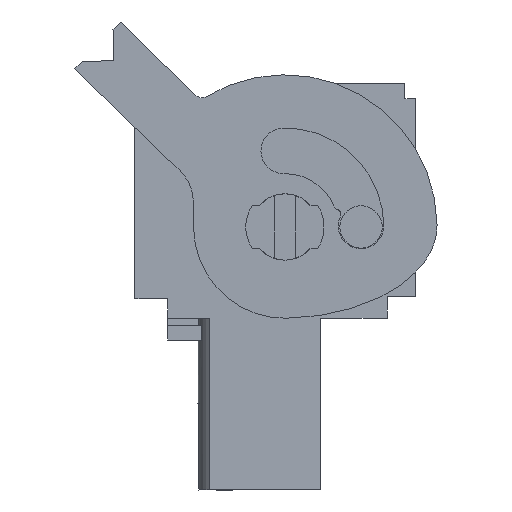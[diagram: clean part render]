
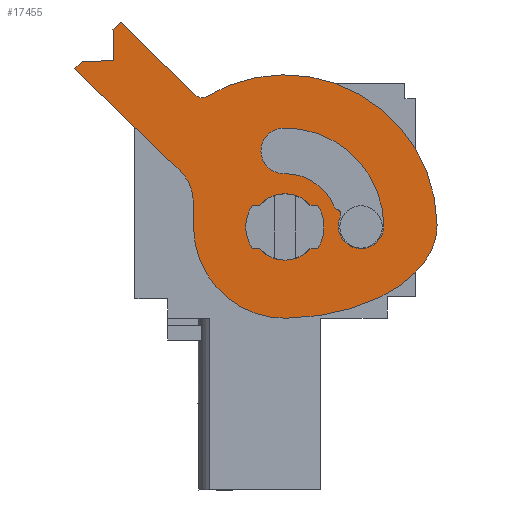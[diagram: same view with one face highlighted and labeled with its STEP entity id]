
A CAD part, left-side view. The second image highlights one B-rep face of the part: STEP entity #17455.
In plain terms, the highlighted planar face has unit normal (-1, 0, 0).
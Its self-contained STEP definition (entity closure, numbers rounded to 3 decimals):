
#16794=AXIS2_PLACEMENT_3D('Circle Axis2P3D',#16792,#16793,$) ;
#16997=AXIS2_PLACEMENT_3D('Circle Axis2P3D',#16995,#16996,$) ;
#17028=AXIS2_PLACEMENT_3D('Circle Axis2P3D',#17026,#17027,$) ;
#17181=AXIS2_PLACEMENT_3D('Circle Axis2P3D',#17179,#17180,$) ;
#17212=AXIS2_PLACEMENT_3D('Circle Axis2P3D',#17210,#17211,$) ;
#17236=AXIS2_PLACEMENT_3D('Circle Axis2P3D',#17234,#17235,$) ;
#17260=AXIS2_PLACEMENT_3D('Circle Axis2P3D',#17258,#17259,$) ;
#17284=AXIS2_PLACEMENT_3D('Circle Axis2P3D',#17282,#17283,$) ;
#17301=AXIS2_PLACEMENT_3D('Circle Axis2P3D',#17299,#17300,$) ;
#17318=AXIS2_PLACEMENT_3D('Circle Axis2P3D',#17316,#17317,$) ;
#17366=AXIS2_PLACEMENT_3D('Circle Axis2P3D',#17364,#17365,$) ;
#17422=AXIS2_PLACEMENT_3D('Plane Axis2P3D',#17419,#17420,#17421) ;
#17440=AXIS2_PLACEMENT_3D('Circle Axis2P3D',#17438,#17439,$) ;
#16789=CARTESIAN_POINT('Vertex',(0.5,6.999,13.625)) ;
#16792=CARTESIAN_POINT('Axis2P3D Location',(0.5,6.999,12.1)) ;
#16796=CARTESIAN_POINT('Vertex',(0.5,6.999,10.575)) ;
#16992=CARTESIAN_POINT('Vertex',(0.5,10.607,18.099)) ;
#16995=CARTESIAN_POINT('Axis2P3D Location',(0.5,6.999,12.1)) ;
#16999=CARTESIAN_POINT('Vertex',(0.5,0.,12.21)) ;
#17023=CARTESIAN_POINT('Vertex',(0.5,6.933,7.901)) ;
#17026=CARTESIAN_POINT('Axis2P3D Location',(0.5,6.999,12.1)) ;
#17030=CARTESIAN_POINT('Vertex',(0.5,11.198,12.034)) ;
#17054=CARTESIAN_POINT('Vertex',(0.5,16.66,19.374)) ;
#17057=CARTESIAN_POINT('Line Origine',(0.5,16.492,19.547)) ;
#17061=CARTESIAN_POINT('Vertex',(0.5,16.324,19.72)) ;
#17081=CARTESIAN_POINT('Line Origine',(0.5,15.605,19.732)) ;
#17085=CARTESIAN_POINT('Vertex',(0.5,14.886,19.743)) ;
#17105=CARTESIAN_POINT('Line Origine',(0.5,14.897,20.462)) ;
#17109=CARTESIAN_POINT('Vertex',(0.5,14.909,21.181)) ;
#17124=CARTESIAN_POINT('Line Origine',(0.5,14.741,21.355)) ;
#17128=CARTESIAN_POINT('Vertex',(0.5,14.573,21.528)) ;
#17148=CARTESIAN_POINT('Line Origine',(0.5,12.832,19.841)) ;
#17152=CARTESIAN_POINT('Vertex',(0.5,11.091,18.154)) ;
#17176=CARTESIAN_POINT('Vertex',(0.5,7.038,14.55)) ;
#17179=CARTESIAN_POINT('Axis2P3D Location',(0.5,6.999,12.1)) ;
#17183=CARTESIAN_POINT('Vertex',(0.5,4.727,13.018)) ;
#17207=CARTESIAN_POINT('Vertex',(0.5,4.583,12.897)) ;
#17210=CARTESIAN_POINT('Axis2P3D Location',(0.5,4.624,12.701)) ;
#17214=CARTESIAN_POINT('Vertex',(0.5,4.444,12.614)) ;
#17234=CARTESIAN_POINT('Axis2P3D Location',(0.5,4.542,13.093)) ;
#17255=CARTESIAN_POINT('Vertex',(0.5,7.071,16.649)) ;
#17258=CARTESIAN_POINT('Axis2P3D Location',(0.5,7.054,15.6)) ;
#17279=CARTESIAN_POINT('Vertex',(0.5,2.45,12.172)) ;
#17282=CARTESIAN_POINT('Axis2P3D Location',(0.5,6.999,12.1)) ;
#17299=CARTESIAN_POINT('Axis2P3D Location',(0.5,3.499,12.155)) ;
#17316=CARTESIAN_POINT('Axis2P3D Location',(0.5,10.813,18.442)) ;
#17337=CARTESIAN_POINT('Vertex',(0.5,11.826,14.689)) ;
#17340=CARTESIAN_POINT('Line Origine',(0.5,14.243,17.031)) ;
#17361=CARTESIAN_POINT('Vertex',(0.5,11.218,13.284)) ;
#17364=CARTESIAN_POINT('Axis2P3D Location',(0.5,13.218,13.253)) ;
#17381=CARTESIAN_POINT('Line Origine',(0.5,11.208,12.659)) ;
#17402=CARTESIAN_POINT('Control Point',(0.5,6.933,7.901)) ;
#17403=CARTESIAN_POINT('Control Point',(0.5,5.853,7.917)) ;
#17404=CARTESIAN_POINT('Control Point',(0.5,4.775,8.059)) ;
#17405=CARTESIAN_POINT('Control Point',(0.5,3.734,8.326)) ;
#17406=CARTESIAN_POINT('Control Point',(0.5,1.928,9.07)) ;
#17407=CARTESIAN_POINT('Control Point',(0.5,0.648,10.227)) ;
#17408=CARTESIAN_POINT('Control Point',(0.5,0.205,10.857)) ;
#17409=CARTESIAN_POINT('Control Point',(0.5,-0.011,11.535)) ;
#17410=CARTESIAN_POINT('Control Point',(0.5,0.,12.21)) ;
#17419=CARTESIAN_POINT('Axis2P3D Location',(0.5,8.399,24.2)) ;
#17438=CARTESIAN_POINT('Axis2P3D Location',(0.5,6.999,12.1)) ;
#16793=DIRECTION('Axis2P3D Direction',(-1.,0.,0.)) ;
#16996=DIRECTION('Axis2P3D Direction',(-1.,0.,0.)) ;
#17027=DIRECTION('Axis2P3D Direction',(-1.,0.,0.)) ;
#17058=DIRECTION('Vector Direction',(0.,-0.696,0.718)) ;
#17082=DIRECTION('Vector Direction',(0.,-1.,0.016)) ;
#17106=DIRECTION('Vector Direction',(0.,0.016,1.)) ;
#17125=DIRECTION('Vector Direction',(0.,-0.696,0.718)) ;
#17149=DIRECTION('Vector Direction',(0.,-0.718,-0.696)) ;
#17180=DIRECTION('Axis2P3D Direction',(-1.,0.,0.)) ;
#17211=DIRECTION('Axis2P3D Direction',(-1.,0.,0.)) ;
#17235=DIRECTION('Axis2P3D Direction',(-1.,0.,0.)) ;
#17259=DIRECTION('Axis2P3D Direction',(-1.,0.,0.)) ;
#17283=DIRECTION('Axis2P3D Direction',(-1.,0.,0.)) ;
#17300=DIRECTION('Axis2P3D Direction',(-1.,0.,0.)) ;
#17317=DIRECTION('Axis2P3D Direction',(-1.,0.,0.)) ;
#17341=DIRECTION('Vector Direction',(0.,-0.718,-0.696)) ;
#17365=DIRECTION('Axis2P3D Direction',(-1.,0.,0.)) ;
#17382=DIRECTION('Vector Direction',(0.,-0.016,-1.)) ;
#17420=DIRECTION('Axis2P3D Direction',(1.,0.,0.)) ;
#17421=DIRECTION('Axis2P3D XDirection',(0.,0.,-1.)) ;
#17439=DIRECTION('Axis2P3D Direction',(1.,0.,0.)) ;
#17059=VECTOR('Line Direction',#17058,1.) ;
#17083=VECTOR('Line Direction',#17082,1.) ;
#17107=VECTOR('Line Direction',#17106,1.) ;
#17126=VECTOR('Line Direction',#17125,1.) ;
#17150=VECTOR('Line Direction',#17149,1.) ;
#17342=VECTOR('Line Direction',#17341,1.) ;
#17383=VECTOR('Line Direction',#17382,1.) ;
#17425=ORIENTED_EDGE('',*,*,#17411,.T.) ;
#17426=ORIENTED_EDGE('',*,*,#17001,.F.) ;
#17427=ORIENTED_EDGE('',*,*,#17320,.T.) ;
#17428=ORIENTED_EDGE('',*,*,#17154,.F.) ;
#17429=ORIENTED_EDGE('',*,*,#17130,.F.) ;
#17430=ORIENTED_EDGE('',*,*,#17111,.F.) ;
#17431=ORIENTED_EDGE('',*,*,#17087,.F.) ;
#17432=ORIENTED_EDGE('',*,*,#17063,.F.) ;
#17433=ORIENTED_EDGE('',*,*,#17344,.T.) ;
#17434=ORIENTED_EDGE('',*,*,#17368,.T.) ;
#17435=ORIENTED_EDGE('',*,*,#17385,.T.) ;
#17436=ORIENTED_EDGE('',*,*,#17032,.F.) ;
#17444=ORIENTED_EDGE('',*,*,#17442,.T.) ;
#17445=ORIENTED_EDGE('',*,*,#16798,.T.) ;
#17448=ORIENTED_EDGE('',*,*,#17286,.T.) ;
#17449=ORIENTED_EDGE('',*,*,#17303,.T.) ;
#17450=ORIENTED_EDGE('',*,*,#17216,.F.) ;
#17451=ORIENTED_EDGE('',*,*,#17238,.T.) ;
#17452=ORIENTED_EDGE('',*,*,#17185,.F.) ;
#17453=ORIENTED_EDGE('',*,*,#17262,.T.) ;
#17446=FACE_BOUND('',#17443,.T.) ;
#17454=FACE_BOUND('',#17447,.T.) ;
#17455=ADVANCED_FACE('L\X2\00F6\X0\sehebel.2',(#17437,#17446,#17454),#17423,.F.) ;
#17401=B_SPLINE_CURVE_WITH_KNOTS('',5,(#17402,#17403,#17404,#17405,#17406,#17407,#17408,#17409,#17410),.UNSPECIFIED.,.F.,.U.,(6,3,6),(0.,8.296,15.673),.UNSPECIFIED.) ;
#16795=CIRCLE('generated circle',#16794,1.525) ;
#16998=CIRCLE('generated circle',#16997,7.) ;
#17029=CIRCLE('generated circle',#17028,4.2) ;
#17182=CIRCLE('generated circle',#17181,2.45) ;
#17213=CIRCLE('generated circle',#17212,0.2) ;
#17237=CIRCLE('generated circle',#17236,0.2) ;
#17261=CIRCLE('generated circle',#17260,1.05) ;
#17285=CIRCLE('generated circle',#17284,4.55) ;
#17302=CIRCLE('generated circle',#17301,1.05) ;
#17319=CIRCLE('generated circle',#17318,0.4) ;
#17367=CIRCLE('generated circle',#17366,2.) ;
#17441=CIRCLE('generated circle',#17440,1.525) ;
#16798=EDGE_CURVE('',#16797,#16790,#16795,.F.) ;
#17001=EDGE_CURVE('',#16993,#17000,#16998,.F.) ;
#17032=EDGE_CURVE('',#17024,#17031,#17029,.F.) ;
#17063=EDGE_CURVE('',#17055,#17062,#17060,.T.) ;
#17087=EDGE_CURVE('',#17062,#17086,#17084,.T.) ;
#17111=EDGE_CURVE('',#17086,#17110,#17108,.T.) ;
#17130=EDGE_CURVE('',#17110,#17129,#17127,.T.) ;
#17154=EDGE_CURVE('',#17129,#17153,#17151,.T.) ;
#17185=EDGE_CURVE('',#17177,#17184,#17182,.F.) ;
#17216=EDGE_CURVE('',#17208,#17215,#17213,.F.) ;
#17238=EDGE_CURVE('',#17208,#17184,#17237,.F.) ;
#17262=EDGE_CURVE('',#17177,#17256,#17261,.F.) ;
#17286=EDGE_CURVE('',#17256,#17280,#17285,.F.) ;
#17303=EDGE_CURVE('',#17280,#17215,#17302,.F.) ;
#17320=EDGE_CURVE('',#16993,#17153,#17319,.F.) ;
#17344=EDGE_CURVE('',#17055,#17338,#17343,.T.) ;
#17368=EDGE_CURVE('',#17338,#17362,#17367,.F.) ;
#17385=EDGE_CURVE('',#17362,#17031,#17384,.T.) ;
#17411=EDGE_CURVE('',#17024,#17000,#17401,.T.) ;
#17442=EDGE_CURVE('',#16790,#16797,#17441,.T.) ;
#17424=EDGE_LOOP('',(#17425,#17426,#17427,#17428,#17429,#17430,#17431,#17432,#17433,#17434,#17435,#17436)) ;
#17443=EDGE_LOOP('',(#17444,#17445)) ;
#17447=EDGE_LOOP('',(#17448,#17449,#17450,#17451,#17452,#17453)) ;
#17437=FACE_OUTER_BOUND('',#17424,.T.) ;
#17060=LINE('Line',#17057,#17059) ;
#17084=LINE('Line',#17081,#17083) ;
#17108=LINE('Line',#17105,#17107) ;
#17127=LINE('Line',#17124,#17126) ;
#17151=LINE('Line',#17148,#17150) ;
#17343=LINE('Line',#17340,#17342) ;
#17384=LINE('Line',#17381,#17383) ;
#17423=PLANE('',#17422) ;
#16790=VERTEX_POINT('',#16789) ;
#16797=VERTEX_POINT('',#16796) ;
#16993=VERTEX_POINT('',#16992) ;
#17000=VERTEX_POINT('',#16999) ;
#17024=VERTEX_POINT('',#17023) ;
#17031=VERTEX_POINT('',#17030) ;
#17055=VERTEX_POINT('',#17054) ;
#17062=VERTEX_POINT('',#17061) ;
#17086=VERTEX_POINT('',#17085) ;
#17110=VERTEX_POINT('',#17109) ;
#17129=VERTEX_POINT('',#17128) ;
#17153=VERTEX_POINT('',#17152) ;
#17177=VERTEX_POINT('',#17176) ;
#17184=VERTEX_POINT('',#17183) ;
#17208=VERTEX_POINT('',#17207) ;
#17215=VERTEX_POINT('',#17214) ;
#17256=VERTEX_POINT('',#17255) ;
#17280=VERTEX_POINT('',#17279) ;
#17338=VERTEX_POINT('',#17337) ;
#17362=VERTEX_POINT('',#17361) ;
